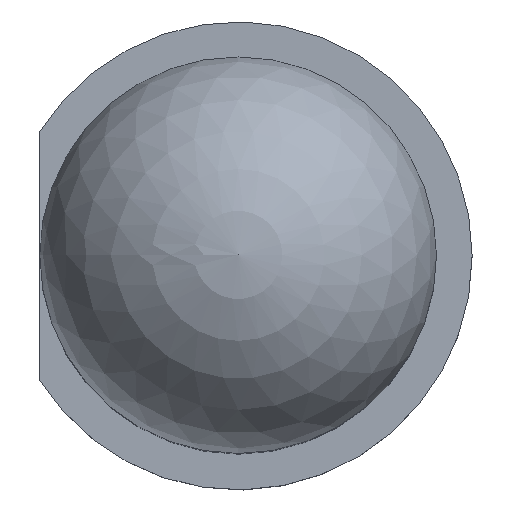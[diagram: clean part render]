
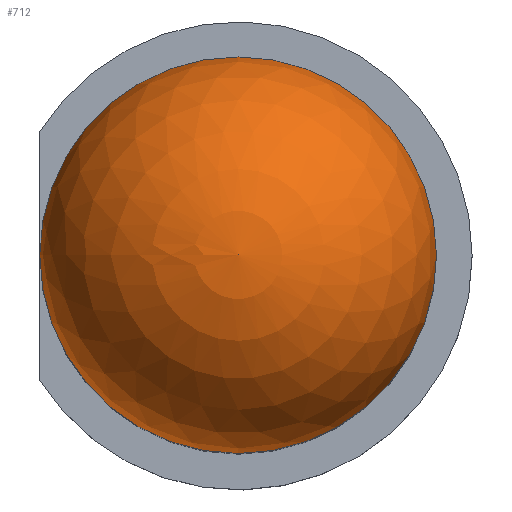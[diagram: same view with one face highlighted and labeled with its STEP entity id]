
A CAD part, top view. The second image highlights one B-rep face of the part: STEP entity #712.
In plain terms, the highlighted spherical face has radius 2.5 mm.
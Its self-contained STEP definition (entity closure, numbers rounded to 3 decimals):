
#262=FACE_OUTER_BOUND('',#304,.T.);
#304=EDGE_LOOP('',(#513,#514,#515));
#346=CIRCLE('',#783,2.5);
#347=CIRCLE('',#784,2.5);
#351=VERTEX_POINT('',#1036);
#352=VERTEX_POINT('',#1038);
#414=EDGE_CURVE('',#351,#351,#346,.T.);
#415=EDGE_CURVE('',#352,#351,#347,.T.);
#513=ORIENTED_EDGE('',*,*,#414,.T.);
#514=ORIENTED_EDGE('',*,*,#415,.F.);
#515=ORIENTED_EDGE('',*,*,#415,.T.);
#711=SPHERICAL_SURFACE('',#782,2.5);
#712=ADVANCED_FACE('',(#262),#711,.T.);
#782=AXIS2_PLACEMENT_3D('',#1035,#837,#838);
#783=AXIS2_PLACEMENT_3D('',#1037,#839,#840);
#784=AXIS2_PLACEMENT_3D('',#1039,#841,#842);
#837=DIRECTION('center_axis',(0.,0.,1.));
#838=DIRECTION('ref_axis',(1.,0.,0.));
#839=DIRECTION('center_axis',(0.,0.,1.));
#840=DIRECTION('ref_axis',(1.,0.,0.));
#841=DIRECTION('center_axis',(0.,-1.,0.));
#842=DIRECTION('ref_axis',(-1.,0.,0.));
#1035=CARTESIAN_POINT('Origin',(0.,0.,7.2));
#1036=CARTESIAN_POINT('',(-2.5,0.,7.2));
#1037=CARTESIAN_POINT('Origin',(0.,0.,7.2));
#1038=CARTESIAN_POINT('',(0.,0.,9.7));
#1039=CARTESIAN_POINT('Origin',(0.,0.,7.2));
